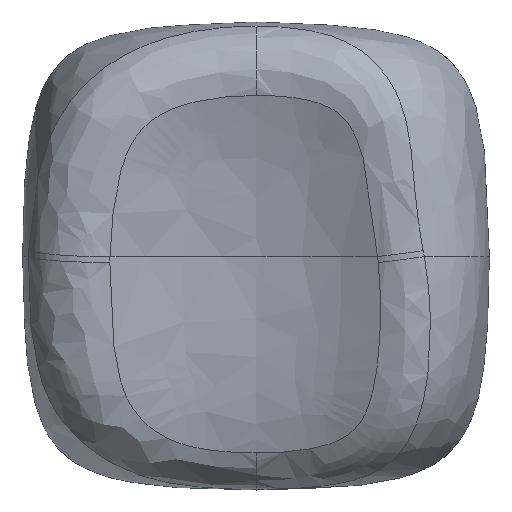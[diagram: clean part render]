
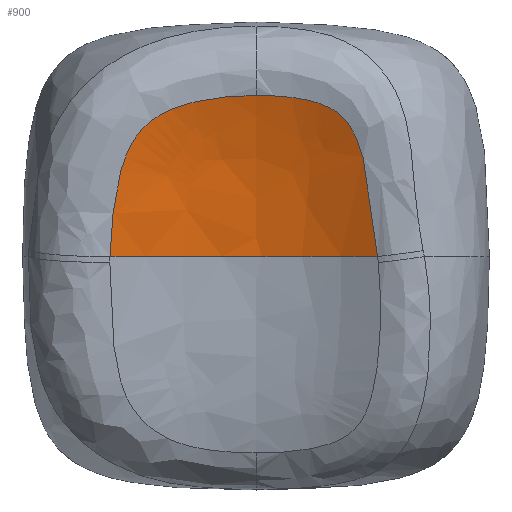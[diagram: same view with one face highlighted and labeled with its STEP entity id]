
A CAD part, top view. The second image highlights one B-rep face of the part: STEP entity #900.
In plain terms, the highlighted free-form (B-spline) face has degree [2, 5] with [9, 9] control points.
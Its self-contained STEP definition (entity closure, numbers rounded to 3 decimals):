
#41=(
BOUNDED_SURFACE()
B_SPLINE_SURFACE(2,5,((#6566,#6567,#6568,#6569,#6570,#6571,#6572,#6573,
#6574),(#6575,#6576,#6577,#6578,#6579,#6580,#6581,#6582,#6583),(#6584,#6585,
#6586,#6587,#6588,#6589,#6590,#6591,#6592),(#6593,#6594,#6595,#6596,#6597,
#6598,#6599,#6600,#6601),(#6602,#6603,#6604,#6605,#6606,#6607,#6608,#6609,
#6610),(#6611,#6612,#6613,#6614,#6615,#6616,#6617,#6618,#6619),(#6620,#6621,
#6622,#6623,#6624,#6625,#6626,#6627,#6628),(#6629,#6630,#6631,#6632,#6633,
#6634,#6635,#6636,#6637),(#6638,#6639,#6640,#6641,#6642,#6643,#6644,#6645,
#6646)),.UNSPECIFIED.,.T.,.F.,.F.)
B_SPLINE_SURFACE_WITH_KNOTS((3,2,2,2,3),(6,1,1,1,6),(-3.142,
-1.571,0.,1.571,3.142),(0.622,
0.7,0.8,0.9,1.),.UNSPECIFIED.)
GEOMETRIC_REPRESENTATION_ITEM()
RATIONAL_B_SPLINE_SURFACE(((1.,1.,1.,1.,1.,1.,1.,1.,1.),(0.707,
0.707,0.707,0.707,0.707,
0.707,0.707,0.707,0.707),
(1.,1.,1.,1.,1.,1.,1.,1.,1.),(0.707,0.707,0.707,
0.707,0.707,0.707,0.707,
0.707,0.707),(1.,1.,1.,1.,1.,1.,1.,1.,1.),(0.707,
0.707,0.707,0.707,0.707,
0.707,0.707,0.707,0.707),
(1.,1.,1.,1.,1.,1.,1.,1.,1.),(0.707,0.707,0.707,
0.707,0.707,0.707,0.707,
0.707,0.707),(1.,1.,1.,1.,1.,1.,1.,1.,1.)))
REPRESENTATION_ITEM('')
SURFACE()
);
#69=B_SPLINE_CURVE_WITH_KNOTS('',3,(#6069,#6070,#6071,#6072,#6073,#6074,
#6075,#6076,#6077,#6078,#6079),.UNSPECIFIED.,.F.,.F.,(4,1,1,1,1,1,1,1,4),
(0.,0.156,0.311,0.467,0.544,
0.622,0.778,0.933,1.089),
 .UNSPECIFIED.);
#70=B_SPLINE_CURVE_WITH_KNOTS('',3,(#6160,#6161,#6162,#6163,#6164,#6165,
#6166,#6167,#6168,#6169,#6170,#6171,#6172),.UNSPECIFIED.,.F.,.F.,(4,1,1,
1,1,1,1,1,1,1,4),(0.,0.142,0.285,0.427,
0.499,0.57,0.606,0.641,
0.712,0.855,0.997),.UNSPECIFIED.);
#272=FACE_OUTER_BOUND('',#333,.T.);
#333=EDGE_LOOP('',(#831,#832,#833));
#375=CIRCLE('',#999,10.);
#445=VERTEX_POINT('',#6066);
#446=VERTEX_POINT('',#6068);
#447=VERTEX_POINT('',#6159);
#567=EDGE_CURVE('',#446,#445,#69,.T.);
#569=EDGE_CURVE('',#447,#446,#70,.T.);
#581=EDGE_CURVE('',#445,#447,#375,.T.);
#831=ORIENTED_EDGE('',*,*,#569,.T.);
#832=ORIENTED_EDGE('',*,*,#567,.T.);
#833=ORIENTED_EDGE('',*,*,#581,.T.);
#900=ADVANCED_FACE('',(#272),#41,.T.);
#999=AXIS2_PLACEMENT_3D('',#6565,#1219,#1220);
#1219=DIRECTION('center_axis',(0.,-1.,0.));
#1220=DIRECTION('ref_axis',(-1.,0.,0.));
#6066=CARTESIAN_POINT('',(-5.478,0.,5.634));
#6068=CARTESIAN_POINT('',(0.007,6.038,5.296));
#6069=CARTESIAN_POINT('Ctrl Pts',(0.007,6.038,
5.296));
#6070=CARTESIAN_POINT('Ctrl Pts',(-0.429,6.036,5.295));
#6071=CARTESIAN_POINT('Ctrl Pts',(-1.301,5.991,5.336));
#6072=CARTESIAN_POINT('Ctrl Pts',(-2.58,5.776,5.517));
#6073=CARTESIAN_POINT('Ctrl Pts',(-3.583,5.378,5.728));
#6074=CARTESIAN_POINT('Ctrl Pts',(-4.269,4.822,5.867));
#6075=CARTESIAN_POINT('Ctrl Pts',(-4.811,4.079,5.939));
#6076=CARTESIAN_POINT('Ctrl Pts',(-5.183,2.931,5.892));
#6077=CARTESIAN_POINT('Ctrl Pts',(-5.399,1.488,5.773));
#6078=CARTESIAN_POINT('Ctrl Pts',(-5.462,0.499,5.682));
#6079=CARTESIAN_POINT('Ctrl Pts',(-5.478,0.,
5.634));
#6159=CARTESIAN_POINT('',(4.553,0.,5.096));
#6160=CARTESIAN_POINT('Ctrl Pts',(4.553,0.,
5.096));
#6161=CARTESIAN_POINT('Ctrl Pts',(4.502,0.454,5.124));
#6162=CARTESIAN_POINT('Ctrl Pts',(4.401,1.354,5.192));
#6163=CARTESIAN_POINT('Ctrl Pts',(4.232,2.677,5.337));
#6164=CARTESIAN_POINT('Ctrl Pts',(4.022,3.755,5.477));
#6165=CARTESIAN_POINT('Ctrl Pts',(3.723,4.566,5.561));
#6166=CARTESIAN_POINT('Ctrl Pts',(3.445,5.022,5.584));
#6167=CARTESIAN_POINT('Ctrl Pts',(3.156,5.318,5.573));
#6168=CARTESIAN_POINT('Ctrl Pts',(2.828,5.559,5.543));
#6169=CARTESIAN_POINT('Ctrl Pts',(2.185,5.838,5.456));
#6170=CARTESIAN_POINT('Ctrl Pts',(1.205,6.003,5.333));
#6171=CARTESIAN_POINT('Ctrl Pts',(0.406,6.04,5.297));
#6172=CARTESIAN_POINT('Ctrl Pts',(0.007,6.038,
5.296));
#6565=CARTESIAN_POINT('Origin',(0.,0.,14.));
#6566=CARTESIAN_POINT('Ctrl Pts',(10.,0.,14.));
#6567=CARTESIAN_POINT('Ctrl Pts',(10.,0.436,14.052));
#6568=CARTESIAN_POINT('Ctrl Pts',(10.,1.452,14.182));
#6569=CARTESIAN_POINT('Ctrl Pts',(10.,3.1,14.446));
#6570=CARTESIAN_POINT('Ctrl Pts',(10.,5.451,14.992));
#6571=CARTESIAN_POINT('Ctrl Pts',(10.,7.919,15.923));
#6572=CARTESIAN_POINT('Ctrl Pts',(10.,9.938,16.974));
#6573=CARTESIAN_POINT('Ctrl Pts',(10.,11.309,17.822));
#6574=CARTESIAN_POINT('Ctrl Pts',(10.,12.,18.283));
#6575=CARTESIAN_POINT('Ctrl Pts',(10.,0.,24.));
#6576=CARTESIAN_POINT('Ctrl Pts',(10.,0.436,24.052));
#6577=CARTESIAN_POINT('Ctrl Pts',(10.,1.452,24.182));
#6578=CARTESIAN_POINT('Ctrl Pts',(10.,3.1,24.446));
#6579=CARTESIAN_POINT('Ctrl Pts',(10.,5.451,24.992));
#6580=CARTESIAN_POINT('Ctrl Pts',(10.,7.919,25.923));
#6581=CARTESIAN_POINT('Ctrl Pts',(10.,9.938,26.974));
#6582=CARTESIAN_POINT('Ctrl Pts',(10.,11.309,27.822));
#6583=CARTESIAN_POINT('Ctrl Pts',(10.,12.,28.283));
#6584=CARTESIAN_POINT('Ctrl Pts',(0.,0.,
24.));
#6585=CARTESIAN_POINT('Ctrl Pts',(0.,0.436,
24.052));
#6586=CARTESIAN_POINT('Ctrl Pts',(0.,1.452,
24.182));
#6587=CARTESIAN_POINT('Ctrl Pts',(0.,3.1,
24.446));
#6588=CARTESIAN_POINT('Ctrl Pts',(0.,5.451,
24.992));
#6589=CARTESIAN_POINT('Ctrl Pts',(0.,7.919,
25.923));
#6590=CARTESIAN_POINT('Ctrl Pts',(0.,9.938,
26.974));
#6591=CARTESIAN_POINT('Ctrl Pts',(0.,11.309,
27.822));
#6592=CARTESIAN_POINT('Ctrl Pts',(0.,12.,
28.283));
#6593=CARTESIAN_POINT('Ctrl Pts',(-10.,0.,24.));
#6594=CARTESIAN_POINT('Ctrl Pts',(-10.,0.436,24.052));
#6595=CARTESIAN_POINT('Ctrl Pts',(-10.,1.452,24.182));
#6596=CARTESIAN_POINT('Ctrl Pts',(-10.,3.1,24.446));
#6597=CARTESIAN_POINT('Ctrl Pts',(-10.,5.451,24.992));
#6598=CARTESIAN_POINT('Ctrl Pts',(-10.,7.919,25.923));
#6599=CARTESIAN_POINT('Ctrl Pts',(-10.,9.938,26.974));
#6600=CARTESIAN_POINT('Ctrl Pts',(-10.,11.309,27.822));
#6601=CARTESIAN_POINT('Ctrl Pts',(-10.,12.,28.283));
#6602=CARTESIAN_POINT('Ctrl Pts',(-10.,0.,14.));
#6603=CARTESIAN_POINT('Ctrl Pts',(-10.,0.436,14.052));
#6604=CARTESIAN_POINT('Ctrl Pts',(-10.,1.452,14.182));
#6605=CARTESIAN_POINT('Ctrl Pts',(-10.,3.1,14.446));
#6606=CARTESIAN_POINT('Ctrl Pts',(-10.,5.451,14.992));
#6607=CARTESIAN_POINT('Ctrl Pts',(-10.,7.919,15.923));
#6608=CARTESIAN_POINT('Ctrl Pts',(-10.,9.938,16.974));
#6609=CARTESIAN_POINT('Ctrl Pts',(-10.,11.309,17.822));
#6610=CARTESIAN_POINT('Ctrl Pts',(-10.,12.,18.283));
#6611=CARTESIAN_POINT('Ctrl Pts',(-10.,0.,4.));
#6612=CARTESIAN_POINT('Ctrl Pts',(-10.,0.436,4.052));
#6613=CARTESIAN_POINT('Ctrl Pts',(-10.,1.452,4.182));
#6614=CARTESIAN_POINT('Ctrl Pts',(-10.,3.1,4.446));
#6615=CARTESIAN_POINT('Ctrl Pts',(-10.,5.451,4.992));
#6616=CARTESIAN_POINT('Ctrl Pts',(-10.,7.919,5.923));
#6617=CARTESIAN_POINT('Ctrl Pts',(-10.,9.938,6.974));
#6618=CARTESIAN_POINT('Ctrl Pts',(-10.,11.309,7.822));
#6619=CARTESIAN_POINT('Ctrl Pts',(-10.,12.,8.283));
#6620=CARTESIAN_POINT('Ctrl Pts',(0.,0.,
4.));
#6621=CARTESIAN_POINT('Ctrl Pts',(0.,0.436,
4.052));
#6622=CARTESIAN_POINT('Ctrl Pts',(0.,1.452,
4.182));
#6623=CARTESIAN_POINT('Ctrl Pts',(0.,3.1,
4.446));
#6624=CARTESIAN_POINT('Ctrl Pts',(0.,5.451,
4.992));
#6625=CARTESIAN_POINT('Ctrl Pts',(0.,7.919,
5.923));
#6626=CARTESIAN_POINT('Ctrl Pts',(0.,9.938,
6.974));
#6627=CARTESIAN_POINT('Ctrl Pts',(0.,11.309,
7.822));
#6628=CARTESIAN_POINT('Ctrl Pts',(0.,12.,
8.283));
#6629=CARTESIAN_POINT('Ctrl Pts',(10.,0.,4.));
#6630=CARTESIAN_POINT('Ctrl Pts',(10.,0.436,4.052));
#6631=CARTESIAN_POINT('Ctrl Pts',(10.,1.452,4.182));
#6632=CARTESIAN_POINT('Ctrl Pts',(10.,3.1,4.446));
#6633=CARTESIAN_POINT('Ctrl Pts',(10.,5.451,4.992));
#6634=CARTESIAN_POINT('Ctrl Pts',(10.,7.919,5.923));
#6635=CARTESIAN_POINT('Ctrl Pts',(10.,9.938,6.974));
#6636=CARTESIAN_POINT('Ctrl Pts',(10.,11.309,7.822));
#6637=CARTESIAN_POINT('Ctrl Pts',(10.,12.,8.283));
#6638=CARTESIAN_POINT('Ctrl Pts',(10.,0.,14.));
#6639=CARTESIAN_POINT('Ctrl Pts',(10.,0.436,14.052));
#6640=CARTESIAN_POINT('Ctrl Pts',(10.,1.452,14.182));
#6641=CARTESIAN_POINT('Ctrl Pts',(10.,3.1,14.446));
#6642=CARTESIAN_POINT('Ctrl Pts',(10.,5.451,14.992));
#6643=CARTESIAN_POINT('Ctrl Pts',(10.,7.919,15.923));
#6644=CARTESIAN_POINT('Ctrl Pts',(10.,9.938,16.974));
#6645=CARTESIAN_POINT('Ctrl Pts',(10.,11.309,17.822));
#6646=CARTESIAN_POINT('Ctrl Pts',(10.,12.,18.283));
